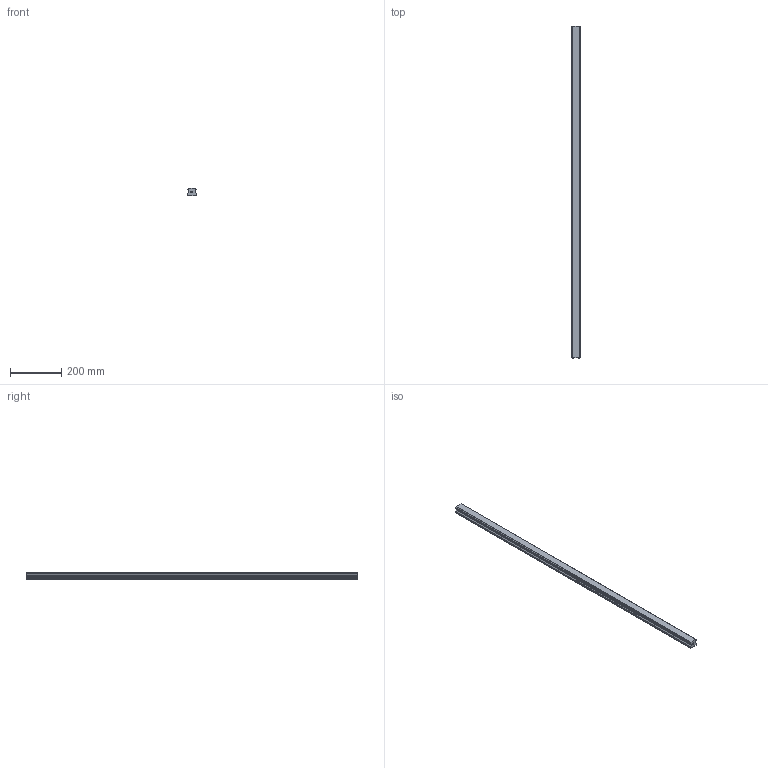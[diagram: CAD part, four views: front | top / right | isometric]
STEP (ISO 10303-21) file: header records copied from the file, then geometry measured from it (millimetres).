
FILE_DESCRIPTION(('STEP AP214'),'1');
FILE_NAME('cctmp_DE602276-D177-4B69-9A4E-343AA312C704_2021_01_27_10_27_31_0640..stp','2021-01-27T09:27:31',('HIWIN GmbH'),('CADClick - www.CADClick.com'),'Spatial InterOp 3D',' ','unknown authorization');
FILE_SCHEMA(('AUTOMOTIVE_DESIGN'));
Length unit declared in the file: millimetre
Products named in the file (1): HGR35T1300C_FILE
Bounding box: 34 x 1300 x 29 mm (x, y, z)
Volume: 1096030.6 mm3; surface area: 177345.1 mm2
Topology: 1 solids, 1 shells, 183 faces, 497 edges, 303 vertices
Faces by surface type: plane 93, cylinder 56, cone 34
Entity records: 6961 total; most frequent: CARTESIAN_POINT 950, DIRECTION 943, ORIENTED_EDGE 926, EDGE_CURVE 463, LINE 351, VECTOR 351, VERTEX_POINT 303, AXIS2_PLACEMENT_3D 296
